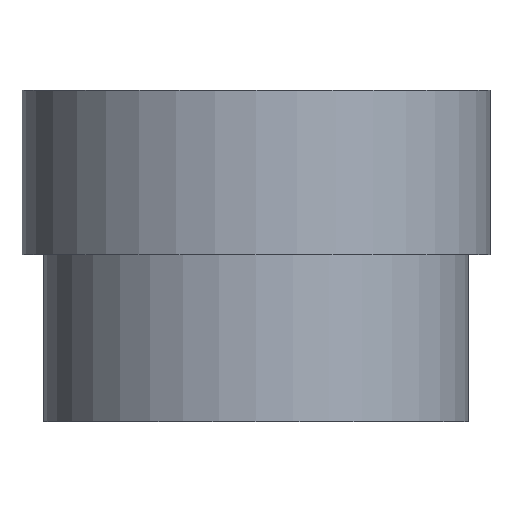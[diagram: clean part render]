
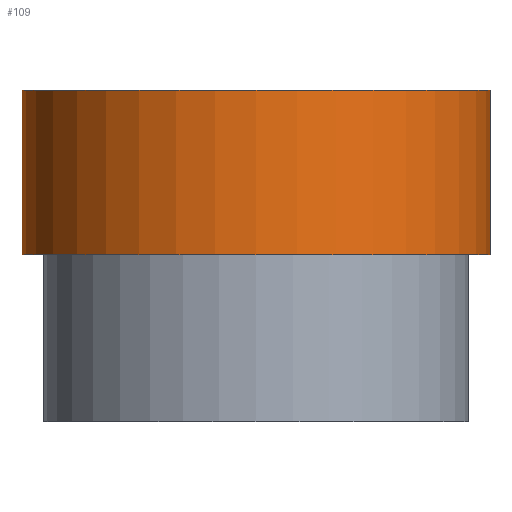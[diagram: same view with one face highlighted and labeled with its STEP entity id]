
A CAD part, front view. The second image highlights one B-rep face of the part: STEP entity #109.
In plain terms, the highlighted cylindrical face has radius 21 mm (diameter 42 mm), a full revolution.
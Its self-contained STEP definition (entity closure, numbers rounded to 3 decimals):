
#25=FACE_OUTER_BOUND('',#34,.T.);
#34=EDGE_LOOP('',(#85,#86,#87,#88));
#44=LINE('',#196,#48);
#48=VECTOR('',#162,21.);
#53=CIRCLE('',#133,21.);
#54=CIRCLE('',#135,21.);
#61=VERTEX_POINT('',#191);
#62=VERTEX_POINT('',#194);
#70=EDGE_CURVE('',#61,#61,#53,.T.);
#71=EDGE_CURVE('',#62,#62,#54,.T.);
#72=EDGE_CURVE('',#62,#61,#44,.T.);
#85=ORIENTED_EDGE('',*,*,#71,.F.);
#86=ORIENTED_EDGE('',*,*,#72,.T.);
#87=ORIENTED_EDGE('',*,*,#70,.F.);
#88=ORIENTED_EDGE('',*,*,#72,.F.);
#104=CYLINDRICAL_SURFACE('',#134,21.);
#109=ADVANCED_FACE('',(#25),#104,.T.);
#133=AXIS2_PLACEMENT_3D('',#192,#156,#157);
#134=AXIS2_PLACEMENT_3D('',#193,#158,#159);
#135=AXIS2_PLACEMENT_3D('',#195,#160,#161);
#156=DIRECTION('center_axis',(0.,0.,1.));
#157=DIRECTION('ref_axis',(1.,0.,0.));
#158=DIRECTION('center_axis',(0.,0.,-1.));
#159=DIRECTION('ref_axis',(1.,0.,0.));
#160=DIRECTION('center_axis',(0.,0.,-1.));
#161=DIRECTION('ref_axis',(1.,0.,0.));
#162=DIRECTION('',(0.,0.,1.));
#191=CARTESIAN_POINT('',(-21.,0.,2.75));
#192=CARTESIAN_POINT('Origin',(0.,0.,2.75));
#193=CARTESIAN_POINT('Origin',(0.,0.,0.));
#194=CARTESIAN_POINT('',(-21.,0.,-12.));
#195=CARTESIAN_POINT('Origin',(0.,0.,-12.));
#196=CARTESIAN_POINT('',(-21.,0.,0.));
